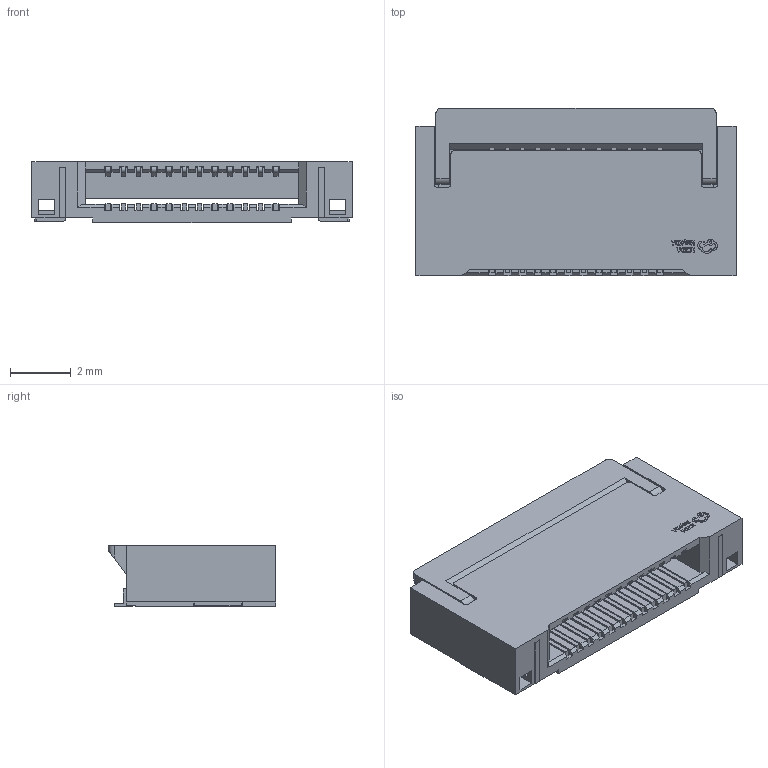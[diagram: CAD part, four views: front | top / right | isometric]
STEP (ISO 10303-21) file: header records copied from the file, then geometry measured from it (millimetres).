
FILE_DESCRIPTION (( 'STEP AP214' ), '1' );
FILE_NAME ('FPC-SMD_12P-P0.50_XUNPU_FPC-05FB-12PH20.step', '2022-07-06T08:07:30', ( '' ), ( '' ), 'SwSTEP 2.0', 'SolidWorks 2020', '' );
FILE_SCHEMA (( 'AUTOMOTIVE_DESIGN' ));
Length unit declared in the file: millimetre
Products named in the file (1): FPC-SMD_12P-P0.50_XUNPU_FPC-05FB-12PH20
Bounding box: 10.5 x 5.5 x 2 mm (x, y, z)
Volume: 57.8 mm3; surface area: 471.1 mm2
Topology: 28 solids, 28 shells, 761 faces, 2040 edges, 1346 vertices
Faces by surface type: plane 629, bspline 98, cylinder 34
Entity records: 32544 total; most frequent: CARTESIAN_POINT 5460, ORIENTED_EDGE 4080, DIRECTION 3232, EDGE_CURVE 2040, LINE 1772, VECTOR 1772, VERTEX_POINT 1346, UNCERTAINTY_MEASURE_WITH_UNIT 791
